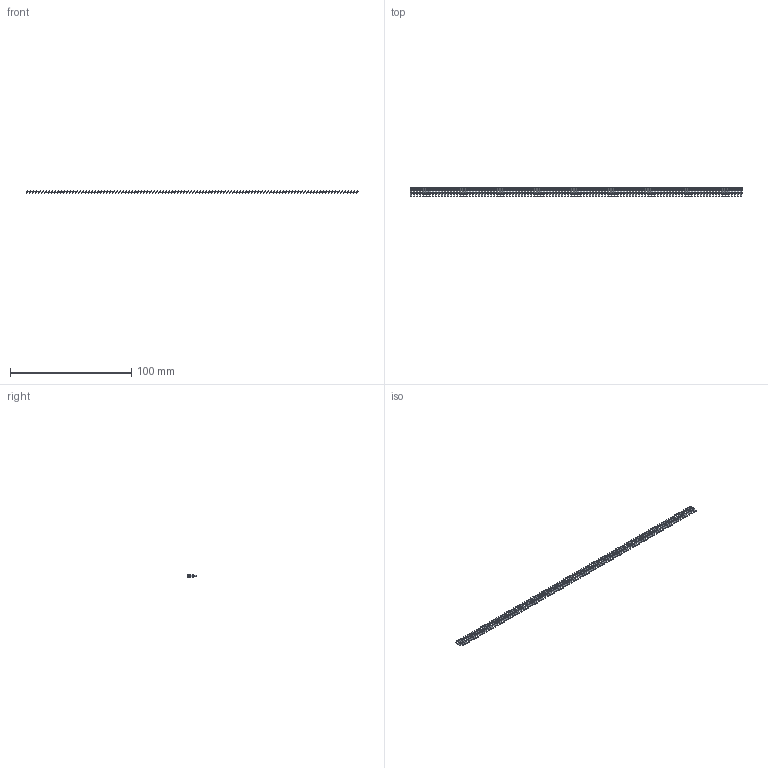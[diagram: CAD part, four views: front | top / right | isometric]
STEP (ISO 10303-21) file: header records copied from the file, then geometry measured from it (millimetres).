
FILE_DESCRIPTION (( 'STEP AP203' ), '1' );
FILE_NAME ('106-108-253-100.STEP', '2020-04-16T23:33:49', ( '' ), ( '' ), 'SwSTEP 2.0', 'SolidWorks 2016', '' );
FILE_SCHEMA (( 'CONFIG_CONTROL_DESIGN' ));
Length unit declared in the file: inch
Products named in the file (2): 106-108-253-100; 100-290-001_100-290-253
Assembly tree (108 placements, depth 2):
  106-108-253-100
    100-290-001_100-290-253  x108
Bounding box: 273.58 x 7.62 x 1.8 mm (x, y, z)
Volume: 595.9 mm3; surface area: 3716 mm2
Topology: 108 solids, 108 shells, 2160 faces, 5832 edges, 3888 vertices
Faces by surface type: plane 2052, cylinder 108
Entity records: 4244 total; most frequent: DIRECTION 318, CALENDAR_DATE 226, DATE_AND_TIME 226, LOCAL_TIME 226, COORDINATED_UNIVERSAL_TIME_OFFSET 226, CARTESIAN_POINT 221, AXIS2_PLACEMENT_3D 133, PERSON_AND_ORGANIZATION 124
